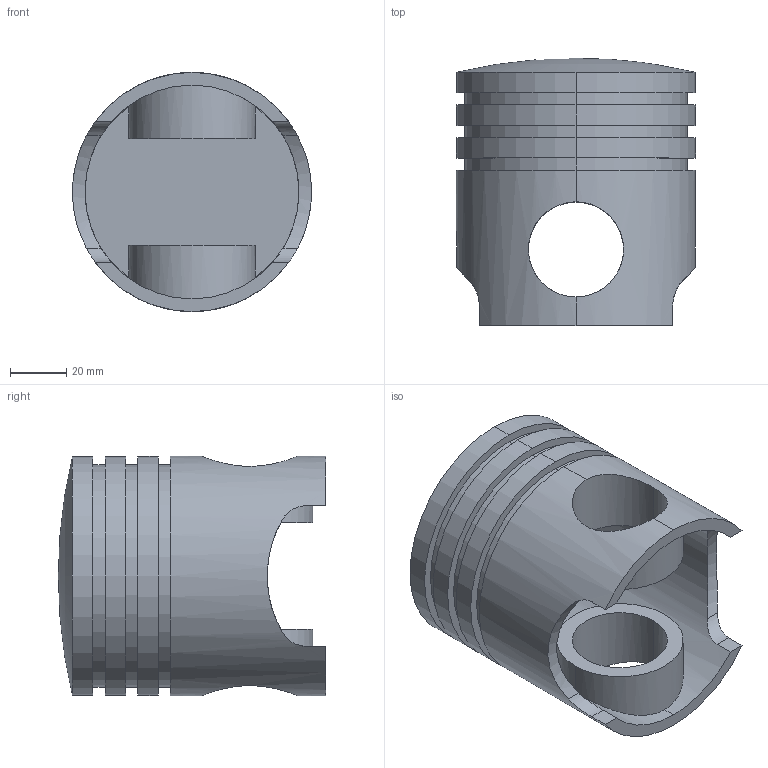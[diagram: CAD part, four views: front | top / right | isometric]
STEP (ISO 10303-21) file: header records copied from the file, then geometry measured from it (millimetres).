
FILE_DESCRIPTION (( 'STEP AP203' ), '1' );
FILE_NAME ('1- piston.STEP', '2025-06-28T11:33:07', ( '' ), ( '' ), 'SwSTEP 2.0', 'SolidWorks 2025', '' );
FILE_SCHEMA (( 'CONFIG_CONTROL_DESIGN' ));
Length unit declared in the file: millimetre
Products named in the file (1): 1- piston
Bounding box: 85 x 95 x 85 mm (x, y, z)
Volume: 135084.8 mm3; surface area: 61835.7 mm2
Topology: 1 solids, 1 shells, 46 faces, 123 edges, 82 vertices
Faces by surface type: cylinder 30, plane 15, sphere 1
Entity records: 2133 total; most frequent: CARTESIAN_POINT 923, ORIENTED_EDGE 240, DIRECTION 230, EDGE_CURVE 120, AXIS2_PLACEMENT_3D 91, VERTEX_POINT 80, EDGE_LOOP 54, VECTOR 48
